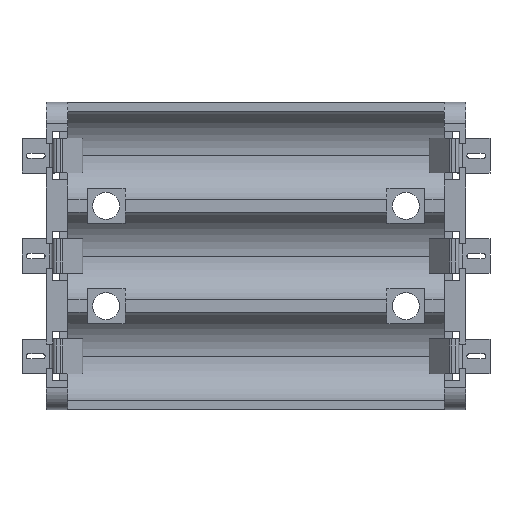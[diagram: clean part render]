
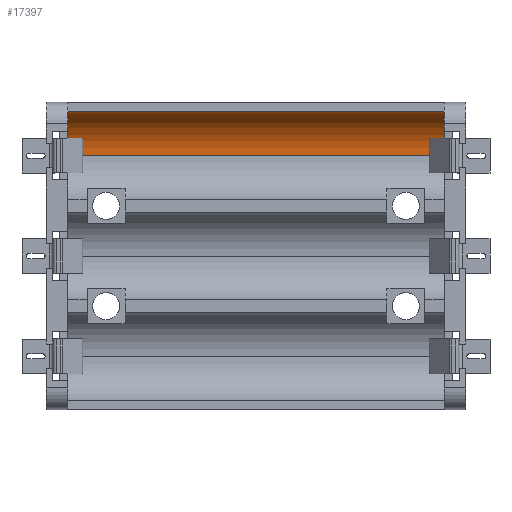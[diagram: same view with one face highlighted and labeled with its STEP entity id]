
A CAD part, top view. The second image highlights one B-rep face of the part: STEP entity #17397.
In plain terms, the highlighted cylindrical face has radius 8.5 mm (diameter 17 mm), a partial arc.
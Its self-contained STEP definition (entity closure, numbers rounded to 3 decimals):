
#224 = CYLINDRICAL_SURFACE ( 'NONE', #3776, 8.5 ) ;
#1215 = DIRECTION ( 'NONE',  ( 0., 0., 1. ) ) ;
#1352 = DIRECTION ( 'NONE',  ( 0., 0., -1. ) ) ;
#2053 = CARTESIAN_POINT ( 'NONE',  ( -34.8, 18.54, 1. ) ) ;
#2256 = VERTEX_POINT ( 'NONE', #6438 ) ;
#3772 = CARTESIAN_POINT ( 'NONE',  ( -58.842, 18.54, 1. ) ) ;
#3776 = AXIS2_PLACEMENT_3D ( 'NONE', #7577, #22608, #5539 ) ;
#3806 = FACE_OUTER_BOUND ( 'NONE', #10345, .T. ) ;
#3990 = VECTOR ( 'NONE', #20739, 1000. ) ;
#5212 = CARTESIAN_POINT ( 'NONE',  ( 34.8, 18.54, 9.5 ) ) ;
#5492 = LINE ( 'NONE', #3772, #3990 ) ;
#5539 = DIRECTION ( 'NONE',  ( 0., 0., -1. ) ) ;
#6438 = CARTESIAN_POINT ( 'NONE',  ( 34.8, 18.54, 1. ) ) ;
#6889 = CARTESIAN_POINT ( 'NONE',  ( 34.8, 26.664, 7. ) ) ;
#6982 = EDGE_CURVE ( 'NONE', #20594, #2256, #5492, .T. ) ;
#6990 = DIRECTION ( 'NONE',  ( 1., 0., 0. ) ) ;
#7456 = LINE ( 'NONE', #11351, #21211 ) ;
#7524 = EDGE_CURVE ( 'NONE', #12587, #15943, #7456, .T. ) ;
#7577 = CARTESIAN_POINT ( 'NONE',  ( -58.842, 18.54, 9.5 ) ) ;
#9443 = ORIENTED_EDGE ( 'NONE', *, *, #14739, .T. ) ;
#9916 = ORIENTED_EDGE ( 'NONE', *, *, #7524, .F. ) ;
#10345 = EDGE_LOOP ( 'NONE', ( #17394, #11762, #9443, #9916 ) ) ;
#10664 = CARTESIAN_POINT ( 'NONE',  ( -34.8, 18.54, 9.5 ) ) ;
#11351 = CARTESIAN_POINT ( 'NONE',  ( -58.842, 26.664, 7. ) ) ;
#11762 = ORIENTED_EDGE ( 'NONE', *, *, #6982, .T. ) ;
#12587 = VERTEX_POINT ( 'NONE', #16410 ) ;
#14130 = AXIS2_PLACEMENT_3D ( 'NONE', #10664, #6990, #1215 ) ;
#14739 = EDGE_CURVE ( 'NONE', #2256, #15943, #20340, .T. ) ;
#15943 = VERTEX_POINT ( 'NONE', #6889 ) ;
#16410 = CARTESIAN_POINT ( 'NONE',  ( -34.8, 26.664, 7. ) ) ;
#17235 = AXIS2_PLACEMENT_3D ( 'NONE', #5212, #20341, #1352 ) ;
#17394 = ORIENTED_EDGE ( 'NONE', *, *, #22675, .F. ) ;
#17397 = ADVANCED_FACE ( 'NONE', ( #3806 ), #224, .F. ) ;
#20340 = CIRCLE ( 'NONE', #17235, 8.5 ) ;
#20341 = DIRECTION ( 'NONE',  ( 1., 0., 0. ) ) ;
#20531 = DIRECTION ( 'NONE',  ( 1., 0., 0. ) ) ;
#20594 = VERTEX_POINT ( 'NONE', #2053 ) ;
#20739 = DIRECTION ( 'NONE',  ( 1., 0., 0. ) ) ;
#21211 = VECTOR ( 'NONE', #20531, 1000. ) ;
#22315 = CIRCLE ( 'NONE', #14130, 8.5 ) ;
#22608 = DIRECTION ( 'NONE',  ( 1., 0., 0. ) ) ;
#22675 = EDGE_CURVE ( 'NONE', #20594, #12587, #22315, .T. ) ;
